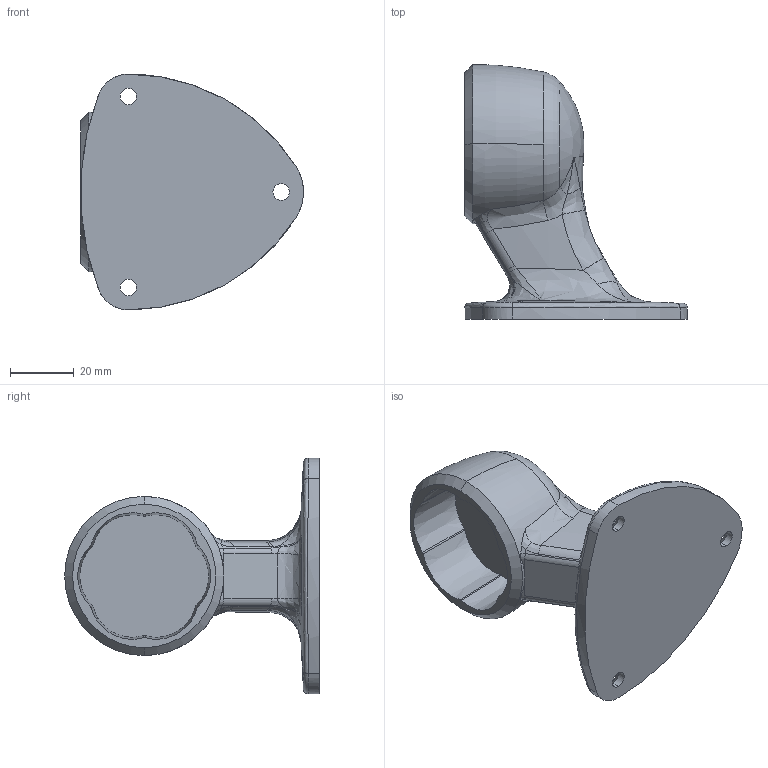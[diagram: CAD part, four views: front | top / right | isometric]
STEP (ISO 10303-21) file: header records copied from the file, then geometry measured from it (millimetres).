
FILE_DESCRIPTION (( 'STEP AP203' ), '1' );
FILE_NAME ('A-224-A.STEP', '2021-04-09T06:06:18', ( '' ), ( '' ), 'SwSTEP 2.0', 'SolidWorks 2018', '' );
FILE_SCHEMA (( 'CONFIG_CONTROL_DESIGN' ));
Length unit declared in the file: millimetre
Products named in the file (1): A-224-A
Bounding box: 69.98 x 80 x 74 mm (x, y, z)
Volume: 78101 mm3; surface area: 20173.1 mm2
Topology: 1 solids, 1 shells, 114 faces, 286 edges, 169 vertices
Faces by surface type: bspline 58, cylinder 27, cone 16, plane 8, torus 3, sphere 2
Entity records: 6271 total; most frequent: CARTESIAN_POINT 3974, ORIENTED_EDGE 560, DIRECTION 326, EDGE_CURVE 280, VERTEX_POINT 169, B_SPLINE_CURVE_WITH_KNOTS 153, AXIS2_PLACEMENT_3D 142, EDGE_LOOP 121
